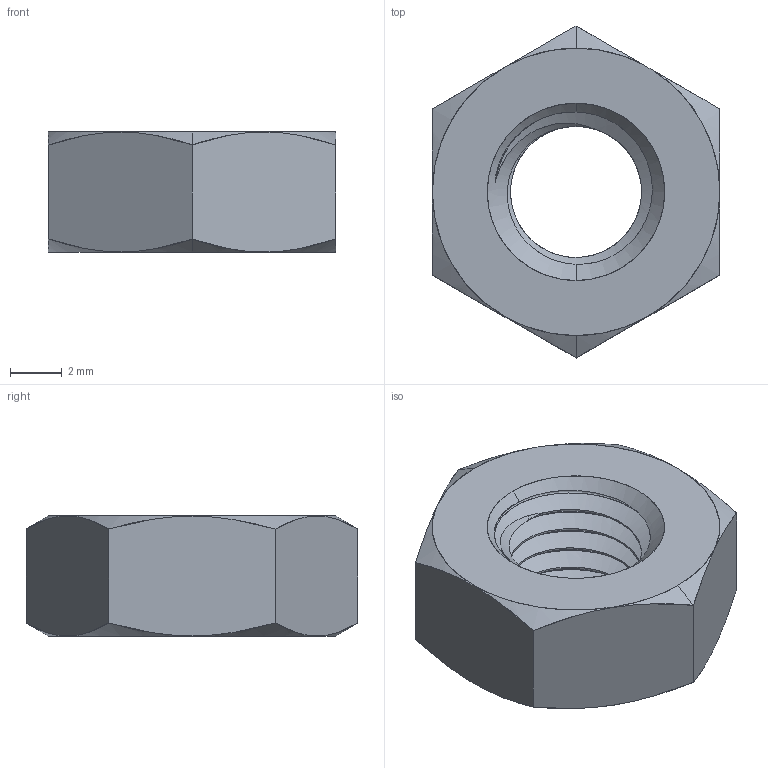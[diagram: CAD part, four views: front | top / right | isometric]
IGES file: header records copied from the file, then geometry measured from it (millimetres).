
Start section: SolidWorks IGES file using analytic representation for surfaces
Global section: file name: E-Q-160300.IGS; native system: SolidWorks 2017; preprocessor: SolidWorks 2017; author: wtsang; date: 170607.113608; units: millimetre
Bounding box: 11.11 x 12.81 x 4.64 mm (x, y, z)
Surface area: 463.9 mm2 (no closed solid volume)
Topology: 0 solids, 0 shells, 32 faces, 983 edges, 983 vertices
Faces by surface type: revolution 21, bspline 11
